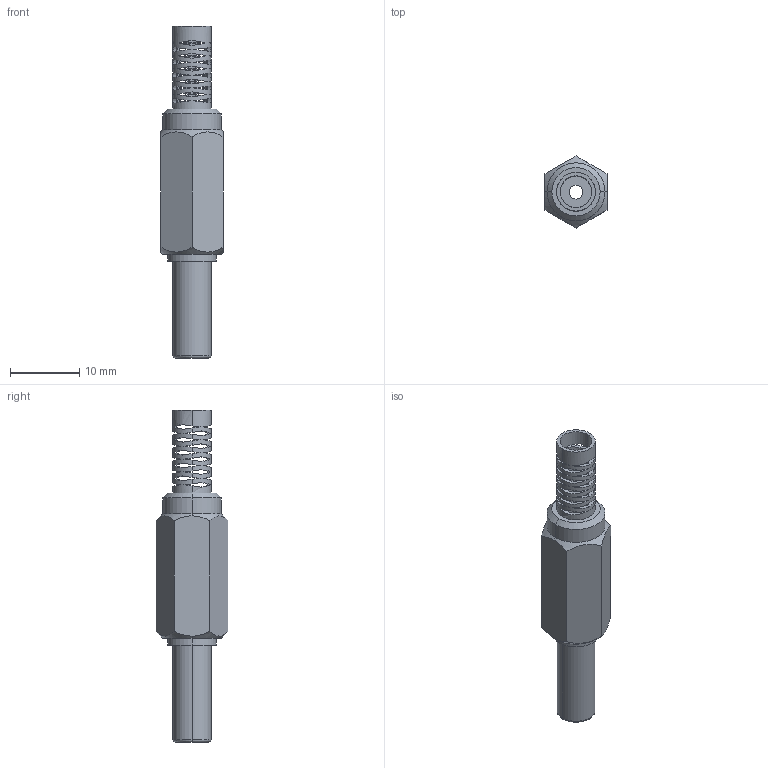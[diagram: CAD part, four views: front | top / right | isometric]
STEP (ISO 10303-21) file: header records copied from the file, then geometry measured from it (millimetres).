
FILE_DESCRIPTION (( 'STEP AP214' ), '1' );
FILE_NAME ('072112-3d.STEP', '2019-09-16T08:58:46', ( '' ), ( '' ), 'SwSTEP 2.0', 'SolidWorks 2014', '' );
FILE_SCHEMA (( 'AUTOMOTIVE_DESIGN' ));
Length unit declared in the file: millimetre
Products named in the file (1): 072112-3d
Bounding box: 9 x 10.39 x 48 mm (x, y, z)
Volume: 1453.6 mm3; surface area: 1835.8 mm2
Topology: 1 solids, 1 shells, 194 faces, 676 edges, 443 vertices
Faces by surface type: plane 162, cylinder 22, cone 8, torus 2
Entity records: 7392 total; most frequent: CARTESIAN_POINT 2410, ORIENTED_EDGE 1352, DIRECTION 764, EDGE_CURVE 676, VERTEX_POINT 443, VECTOR 306, LINE 306, AXIS2_PLACEMENT_3D 229
